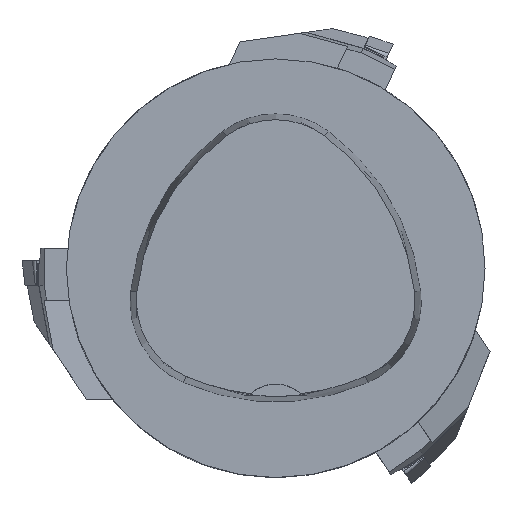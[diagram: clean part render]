
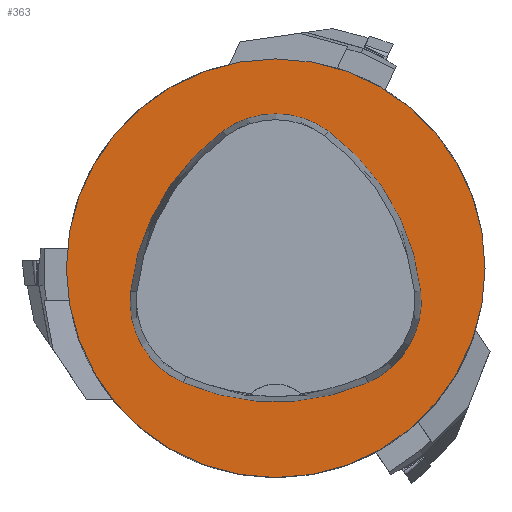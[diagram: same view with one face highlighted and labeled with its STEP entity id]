
A CAD part, top view. The second image highlights one B-rep face of the part: STEP entity #363.
In plain terms, the highlighted planar face has unit normal (0, 0, 1).
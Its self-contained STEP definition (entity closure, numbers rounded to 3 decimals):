
#172=PLANE('',#2033);
#363=ADVANCED_FACE('',(#527,#528),#172,.T.);
#469=CIRCLE('',#2005,40.);
#470=CIRCLE('',#2011,44.);
#472=CIRCLE('',#2014,17.);
#474=CIRCLE('',#2017,44.);
#476=CIRCLE('',#2020,17.);
#480=CIRCLE('',#2025,44.);
#482=CIRCLE('',#2028,17.);
#527=FACE_BOUND('',#574,.T.);
#528=FACE_BOUND('',#575,.T.);
#574=EDGE_LOOP('',(#764,#765,#766,#767,#768,#769));
#575=EDGE_LOOP('',(#770));
#764=ORIENTED_EDGE('',*,*,#1390,.T.);
#765=ORIENTED_EDGE('',*,*,#1370,.T.);
#766=ORIENTED_EDGE('',*,*,#1374,.T.);
#767=ORIENTED_EDGE('',*,*,#1377,.T.);
#768=ORIENTED_EDGE('',*,*,#1380,.T.);
#769=ORIENTED_EDGE('',*,*,#1388,.T.);
#770=ORIENTED_EDGE('',*,*,#1361,.F.);
#1197=VERTEX_POINT('',#2767);
#1206=VERTEX_POINT('',#2786);
#1207=VERTEX_POINT('',#2787);
#1210=VERTEX_POINT('',#2795);
#1212=VERTEX_POINT('',#2801);
#1214=VERTEX_POINT('',#2807);
#1221=VERTEX_POINT('',#2828);
#1361=EDGE_CURVE('',#1197,#1197,#469,.T.);
#1370=EDGE_CURVE('',#1206,#1207,#470,.T.);
#1374=EDGE_CURVE('',#1207,#1210,#472,.T.);
#1377=EDGE_CURVE('',#1210,#1212,#474,.T.);
#1380=EDGE_CURVE('',#1212,#1214,#476,.T.);
#1388=EDGE_CURVE('',#1214,#1221,#480,.T.);
#1390=EDGE_CURVE('',#1221,#1206,#482,.T.);
#2005=AXIS2_PLACEMENT_3D('',#2766,#2219,#2220);
#2011=AXIS2_PLACEMENT_3D('',#2785,#2235,#2236);
#2014=AXIS2_PLACEMENT_3D('',#2794,#2243,#2244);
#2017=AXIS2_PLACEMENT_3D('',#2800,#2250,#2251);
#2020=AXIS2_PLACEMENT_3D('',#2806,#2257,#2258);
#2025=AXIS2_PLACEMENT_3D('',#2829,#2269,#2270);
#2028=AXIS2_PLACEMENT_3D('',#2832,#2275,#2276);
#2033=AXIS2_PLACEMENT_3D('',#2837,#2285,#2286);
#2219=DIRECTION('',(0.,0.,-1.));
#2220=DIRECTION('',(-1.,0.,0.));
#2235=DIRECTION('',(0.,0.,-1.));
#2236=DIRECTION('',(-1.,0.,0.));
#2243=DIRECTION('',(0.,0.,-1.));
#2244=DIRECTION('',(-1.,0.,0.));
#2250=DIRECTION('',(0.,0.,-1.));
#2251=DIRECTION('',(-1.,0.,0.));
#2257=DIRECTION('',(0.,0.,-1.));
#2258=DIRECTION('',(-1.,0.,0.));
#2269=DIRECTION('',(0.,0.,-1.));
#2270=DIRECTION('',(-1.,0.,0.));
#2275=DIRECTION('',(0.,0.,-1.));
#2276=DIRECTION('',(-1.,0.,0.));
#2285=DIRECTION('',(0.,0.,1.));
#2286=DIRECTION('',(1.,0.,0.));
#2766=CARTESIAN_POINT('',(0.,0.,0.));
#2767=CARTESIAN_POINT('',(-40.,0.,0.));
#2785=CARTESIAN_POINT('',(16.01,-9.224,0.));
#2786=CARTESIAN_POINT('',(-27.722,-4.378,0.));
#2787=CARTESIAN_POINT('',(-10.119,26.178,0.));
#2794=CARTESIAN_POINT('',(-0.023,12.5,0.));
#2795=CARTESIAN_POINT('',(10.049,26.194,0.));
#2800=CARTESIAN_POINT('',(-16.021,-9.25,0.));
#2801=CARTESIAN_POINT('',(27.71,-4.394,0.));
#2806=CARTESIAN_POINT('',(10.814,-6.27,0.));
#2807=CARTESIAN_POINT('',(17.611,-21.852,0.));
#2828=CARTESIAN_POINT('',(-17.652,-21.819,0.));
#2829=CARTESIAN_POINT('',(0.017,18.477,0.));
#2832=CARTESIAN_POINT('',(-10.825,-6.25,0.));
#2837=CARTESIAN_POINT('',(0.,0.,0.));
